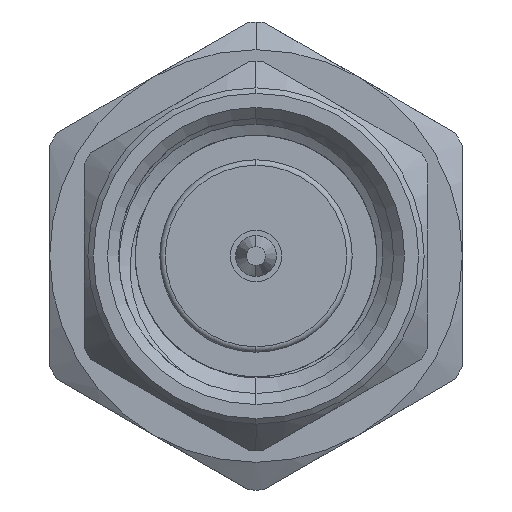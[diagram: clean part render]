
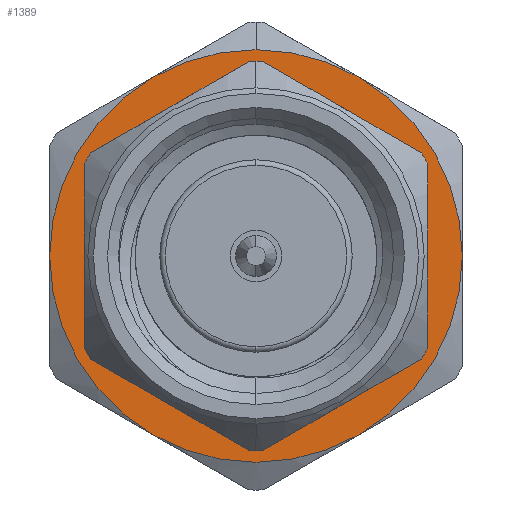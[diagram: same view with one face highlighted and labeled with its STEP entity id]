
A CAD part, left-side view. The second image highlights one B-rep face of the part: STEP entity #1389.
In plain terms, the highlighted planar face has unit normal (-1, 0, 0).
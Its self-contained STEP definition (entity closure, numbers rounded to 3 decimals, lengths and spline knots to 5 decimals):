
#150 = DIRECTION ( 'NONE',  ( -1., 0., 0. ) ) ;
#265 = VERTEX_POINT ( 'NONE', #2657 ) ;
#623 = CARTESIAN_POINT ( 'NONE',  ( 0.34524, 0., -0.105 ) ) ;
#680 = VERTEX_POINT ( 'NONE', #22200 ) ;
#1084 = DIRECTION ( 'NONE',  ( -1., 0., 0. ) ) ;
#1160 = ORIENTED_EDGE ( 'NONE', *, *, #12038, .T. ) ;
#1389 = ADVANCED_FACE ( 'NONE', ( #8745, #18598 ), #17767, .T. ) ;
#1438 = DIRECTION ( 'NONE',  ( 0., 0., 1. ) ) ;
#1476 = CARTESIAN_POINT ( 'NONE',  ( 0.34524, 0.09375, 0.16238 ) ) ;
#1846 = EDGE_CURVE ( 'NONE', #32918, #6131, #4252, .T. ) ;
#1930 = AXIS2_PLACEMENT_3D ( 'NONE', #19686, #17276, #30564 ) ;
#2657 = CARTESIAN_POINT ( 'NONE',  ( 0.34524, 0.1875, 0. ) ) ;
#2758 = VERTEX_POINT ( 'NONE', #16080 ) ;
#2988 = CARTESIAN_POINT ( 'NONE',  ( 0.34524, 0., 0. ) ) ;
#3590 = DIRECTION ( 'NONE',  ( 0., 0., 1. ) ) ;
#3655 = DIRECTION ( 'NONE',  ( -1., 0., 0. ) ) ;
#4252 = CIRCLE ( 'NONE', #31723, 0.105 ) ;
#4633 = VERTEX_POINT ( 'NONE', #14851 ) ;
#5196 = DIRECTION ( 'NONE',  ( 0., 0., 1. ) ) ;
#5302 = AXIS2_PLACEMENT_3D ( 'NONE', #6241, #1084, #3590 ) ;
#5811 = CIRCLE ( 'NONE', #1930, 0.1875 ) ;
#5948 = EDGE_CURVE ( 'NONE', #265, #4633, #5811, .T. ) ;
#6131 = VERTEX_POINT ( 'NONE', #623 ) ;
#6241 = CARTESIAN_POINT ( 'NONE',  ( 0.34524, 0., 0. ) ) ;
#6259 = CARTESIAN_POINT ( 'NONE',  ( 0.34524, 0., 0. ) ) ;
#6536 = CIRCLE ( 'NONE', #5302, 0.1875 ) ;
#6597 = CIRCLE ( 'NONE', #17084, 0.105 ) ;
#6648 = EDGE_CURVE ( 'NONE', #6131, #32918, #6597, .T. ) ;
#7457 = ORIENTED_EDGE ( 'NONE', *, *, #1846, .T. ) ;
#7901 = AXIS2_PLACEMENT_3D ( 'NONE', #12697, #21466, #31882 ) ;
#8104 = EDGE_CURVE ( 'NONE', #12439, #265, #31713, .T. ) ;
#8179 = ORIENTED_EDGE ( 'NONE', *, *, #9414, .T. ) ;
#8660 = EDGE_CURVE ( 'NONE', #2758, #12662, #28413, .T. ) ;
#8745 = FACE_BOUND ( 'NONE', #13255, .T. ) ;
#8823 = CARTESIAN_POINT ( 'NONE',  ( 0.34524, 0., 0. ) ) ;
#8926 = DIRECTION ( 'NONE',  ( 0., 0., 1. ) ) ;
#9054 = DIRECTION ( 'NONE',  ( 0., 0., 1. ) ) ;
#9414 = EDGE_CURVE ( 'NONE', #680, #27784, #11926, .T. ) ;
#9806 = DIRECTION ( 'NONE',  ( 1., 0., 0. ) ) ;
#9866 = CARTESIAN_POINT ( 'NONE',  ( 0.34524, 0., 0.1875 ) ) ;
#10213 = ORIENTED_EDGE ( 'NONE', *, *, #33357, .T. ) ;
#11028 = AXIS2_PLACEMENT_3D ( 'NONE', #29993, #11247, #8926 ) ;
#11151 = ORIENTED_EDGE ( 'NONE', *, *, #6648, .T. ) ;
#11247 = DIRECTION ( 'NONE',  ( -1., 0., 0. ) ) ;
#11383 = AXIS2_PLACEMENT_3D ( 'NONE', #16836, #12973, #31390 ) ;
#11463 = CIRCLE ( 'NONE', #19540, 0.1875 ) ;
#11926 = CIRCLE ( 'NONE', #7901, 0.1875 ) ;
#12038 = EDGE_CURVE ( 'NONE', #4633, #680, #11463, .T. ) ;
#12439 = VERTEX_POINT ( 'NONE', #1476 ) ;
#12662 = VERTEX_POINT ( 'NONE', #9866 ) ;
#12697 = CARTESIAN_POINT ( 'NONE',  ( 0.34524, 0., 0. ) ) ;
#12973 = DIRECTION ( 'NONE',  ( -1., 0., 0. ) ) ;
#13255 = EDGE_LOOP ( 'NONE', ( #11151, #7457 ) ) ;
#13736 = EDGE_LOOP ( 'NONE', ( #16650, #10213, #20776, #25435, #1160, #8179, #19572 ) ) ;
#14851 = CARTESIAN_POINT ( 'NONE',  ( 0.34524, 0.09375, -0.16238 ) ) ;
#14993 = DIRECTION ( 'NONE',  ( 0., 0., 1. ) ) ;
#15792 = AXIS2_PLACEMENT_3D ( 'NONE', #2988, #150, #5196 ) ;
#15965 = CIRCLE ( 'NONE', #11028, 0.1875 ) ;
#15968 = CARTESIAN_POINT ( 'NONE',  ( 0.34524, 0., 0.105 ) ) ;
#16080 = CARTESIAN_POINT ( 'NONE',  ( 0.34524, -0.09375, 0.16238 ) ) ;
#16650 = ORIENTED_EDGE ( 'NONE', *, *, #8660, .T. ) ;
#16836 = CARTESIAN_POINT ( 'NONE',  ( 0.34524, 0., 0. ) ) ;
#17084 = AXIS2_PLACEMENT_3D ( 'NONE', #23352, #9806, #26013 ) ;
#17276 = DIRECTION ( 'NONE',  ( -1., 0., 0. ) ) ;
#17767 = PLANE ( 'NONE',  #11383 ) ;
#18598 = FACE_OUTER_BOUND ( 'NONE', #13736, .T. ) ;
#19540 = AXIS2_PLACEMENT_3D ( 'NONE', #8823, #3655, #9054 ) ;
#19572 = ORIENTED_EDGE ( 'NONE', *, *, #31618, .T. ) ;
#19686 = CARTESIAN_POINT ( 'NONE',  ( 0.34524, 0., 0. ) ) ;
#20776 = ORIENTED_EDGE ( 'NONE', *, *, #8104, .T. ) ;
#21466 = DIRECTION ( 'NONE',  ( -1., 0., 0. ) ) ;
#22200 = CARTESIAN_POINT ( 'NONE',  ( 0.34524, -0.09375, -0.16238 ) ) ;
#23352 = CARTESIAN_POINT ( 'NONE',  ( 0.34524, 0., 0. ) ) ;
#24639 = DIRECTION ( 'NONE',  ( 1., 0., 0. ) ) ;
#25435 = ORIENTED_EDGE ( 'NONE', *, *, #5948, .T. ) ;
#25703 = CARTESIAN_POINT ( 'NONE',  ( 0.34524, 0., 0. ) ) ;
#26013 = DIRECTION ( 'NONE',  ( 0., 0., 1. ) ) ;
#27784 = VERTEX_POINT ( 'NONE', #31486 ) ;
#28413 = CIRCLE ( 'NONE', #31266, 0.1875 ) ;
#29993 = CARTESIAN_POINT ( 'NONE',  ( 0.34524, 0., 0. ) ) ;
#30564 = DIRECTION ( 'NONE',  ( 0., 0., 1. ) ) ;
#30676 = DIRECTION ( 'NONE',  ( -1., 0., 0. ) ) ;
#31266 = AXIS2_PLACEMENT_3D ( 'NONE', #25703, #30676, #14993 ) ;
#31390 = DIRECTION ( 'NONE',  ( 0., 0., 1. ) ) ;
#31486 = CARTESIAN_POINT ( 'NONE',  ( 0.34524, -0.1875, 0. ) ) ;
#31618 = EDGE_CURVE ( 'NONE', #27784, #2758, #6536, .T. ) ;
#31713 = CIRCLE ( 'NONE', #15792, 0.1875 ) ;
#31723 = AXIS2_PLACEMENT_3D ( 'NONE', #6259, #24639, #1438 ) ;
#31882 = DIRECTION ( 'NONE',  ( 0., 0., 1. ) ) ;
#32918 = VERTEX_POINT ( 'NONE', #15968 ) ;
#33357 = EDGE_CURVE ( 'NONE', #12662, #12439, #15965, .T. ) ;
